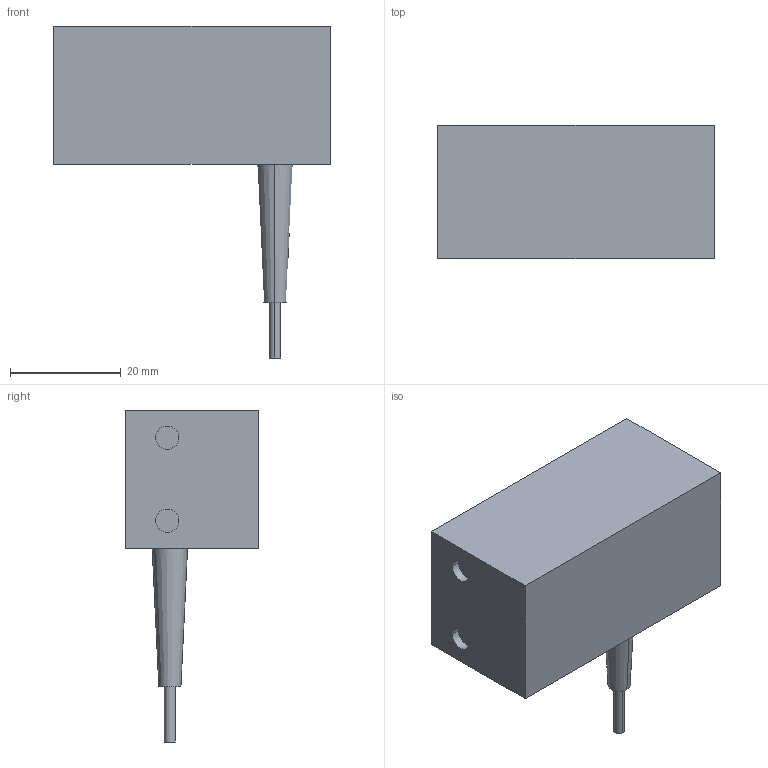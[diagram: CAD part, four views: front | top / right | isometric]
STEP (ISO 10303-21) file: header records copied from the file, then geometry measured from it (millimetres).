
FILE_DESCRIPTION((''),'2;1');
FILE_NAME('DM_CAD-0677A','2018-01-03T',('creinig-se'),(''),'PRO/ENGINEER BY PARAMETRIC TECHNOLOGY CORPORATION, 2015440','PRO/ENGINEER BY PARAMETRIC TECHNOLOGY CORPORATION, 2015440','');
FILE_SCHEMA(('CONFIG_CONTROL_DESIGN'));
Length unit declared in the file: millimetre
Products named in the file (1): DM_CAD-0677A
Bounding box: 50 x 24 x 60 mm (x, y, z)
Volume: 30423.4 mm3; surface area: 6743.7 mm2
Topology: 2 solids, 2 shells, 31 faces, 77 edges, 62 vertices
Faces by surface type: plane 15, cylinder 14, cone 2
Entity records: 1303 total; most frequent: DIRECTION 179, CARTESIAN_POINT 149, ORIENTED_EDGE 120, PRESENTATION_STYLE_ASSIGNMENT 89, STYLED_ITEM 86, CURVE_STYLE 81, AXIS2_PLACEMENT_3D 70, EDGE_CURVE 60
